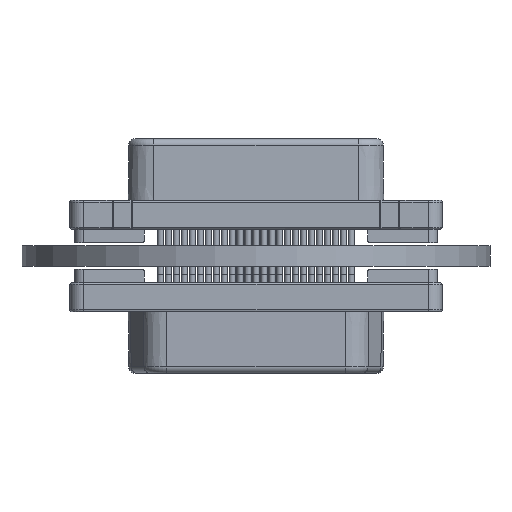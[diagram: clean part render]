
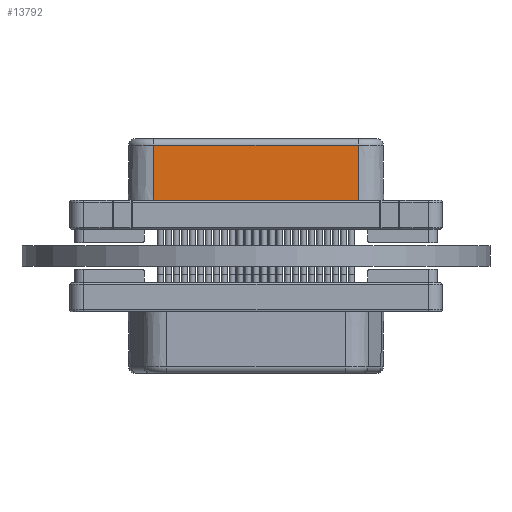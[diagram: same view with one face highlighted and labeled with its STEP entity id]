
A CAD part, front view. The second image highlights one B-rep face of the part: STEP entity #13792.
In plain terms, the highlighted face is planar.
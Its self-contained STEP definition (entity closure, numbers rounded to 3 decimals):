
#12055 = CYLINDRICAL_SURFACE('',#12056,0.5);
#12056 = AXIS2_PLACEMENT_3D('',#12057,#12058,#12059);
#12057 = CARTESIAN_POINT('',(8.15,-1.07,-0.5));
#12058 = DIRECTION('',(-1.,0.,0.));
#12059 = DIRECTION('',(0.,0.,1.));
#12897 = VERTEX_POINT('',#12898);
#12898 = CARTESIAN_POINT('',(8.15,-0.57,
    -0.495));
#12937 = CONICAL_SURFACE('',#12938,2.05,0.01);
#12938 = AXIS2_PLACEMENT_3D('',#12939,#12940,#12941);
#12939 = CARTESIAN_POINT('',(8.15,-2.575,-4.9));
#12940 = DIRECTION('',(0.,0.,-1.));
#12941 = DIRECTION('',(-1.,0.,0.));
#13277 = VERTEX_POINT('',#13278);
#13278 = CARTESIAN_POINT('',(-8.15,-0.57,
    -0.495));
#13315 = CONICAL_SURFACE('',#13316,2.05,0.01);
#13316 = AXIS2_PLACEMENT_3D('',#13317,#13318,#13319);
#13317 = CARTESIAN_POINT('',(-8.15,-2.575,-4.9));
#13318 = DIRECTION('',(0.,0.,-1.));
#13319 = DIRECTION('',(-1.,0.,0.));
#13354 = EDGE_CURVE('',#13277,#12897,#13355,.T.);
#13355 = SURFACE_CURVE('',#13356,(#13360,#13367),.PCURVE_S1.);
#13356 = LINE('',#13357,#13358);
#13357 = CARTESIAN_POINT('',(8.476,-0.57,
    -0.495));
#13358 = VECTOR('',#13359,1.);
#13359 = DIRECTION('',(1.,0.,0.));
#13360 = PCURVE('',#12055,#13361);
#13361 = DEFINITIONAL_REPRESENTATION('',(#13362),#13366);
#13362 = LINE('',#13363,#13364);
#13363 = CARTESIAN_POINT('',(1.561,-0.326));
#13364 = VECTOR('',#13365,1.);
#13365 = DIRECTION('',(0.,-1.));
#13366 = ( GEOMETRIC_REPRESENTATION_CONTEXT(2) 
PARAMETRIC_REPRESENTATION_CONTEXT() REPRESENTATION_CONTEXT('2D SPACE',''
  ) );
#13367 = PCURVE('',#13368,#13373);
#13368 = PLANE('',#13369);
#13369 = AXIS2_PLACEMENT_3D('',#13370,#13371,#13372);
#13370 = CARTESIAN_POINT('',(8.476,-0.525,
    -4.988));
#13371 = DIRECTION('',(0.,1.,0.01));
#13372 = DIRECTION('',(0.,-0.01,1.));
#13373 = DEFINITIONAL_REPRESENTATION('',(#13374),#13378);
#13374 = LINE('',#13375,#13376);
#13375 = CARTESIAN_POINT('',(4.493,0.));
#13376 = VECTOR('',#13377,1.);
#13377 = DIRECTION('',(0.,1.));
#13378 = ( GEOMETRIC_REPRESENTATION_CONTEXT(2) 
PARAMETRIC_REPRESENTATION_CONTEXT() REPRESENTATION_CONTEXT('2D SPACE',''
  ) );
#13409 = VERTEX_POINT('',#13410);
#13410 = CARTESIAN_POINT('',(8.15,-0.525,
    -4.9));
#13425 = PLANE('',#13426);
#13426 = AXIS2_PLACEMENT_3D('',#13427,#13428,#13429);
#13427 = CARTESIAN_POINT('',(-15.288,-7.341,-4.9));
#13428 = DIRECTION('',(0.,0.,1.));
#13429 = DIRECTION('',(1.,0.,0.));
#13441 = EDGE_CURVE('',#12897,#13409,#13442,.T.);
#13442 = SURFACE_CURVE('',#13443,(#13447,#13454),.PCURVE_S1.);
#13443 = LINE('',#13444,#13445);
#13444 = CARTESIAN_POINT('',(8.15,-0.525,
    -4.988));
#13445 = VECTOR('',#13446,1.);
#13446 = DIRECTION('',(0.,0.01,-1.));
#13447 = PCURVE('',#12937,#13448);
#13448 = DEFINITIONAL_REPRESENTATION('',(#13449),#13453);
#13449 = LINE('',#13450,#13451);
#13450 = CARTESIAN_POINT('',(1.571,0.088));
#13451 = VECTOR('',#13452,1.);
#13452 = DIRECTION('',(0.,1.));
#13453 = ( GEOMETRIC_REPRESENTATION_CONTEXT(2) 
PARAMETRIC_REPRESENTATION_CONTEXT() REPRESENTATION_CONTEXT('2D SPACE',''
  ) );
#13454 = PCURVE('',#13368,#13455);
#13455 = DEFINITIONAL_REPRESENTATION('',(#13456),#13460);
#13456 = LINE('',#13457,#13458);
#13457 = CARTESIAN_POINT('',(0.,-0.326));
#13458 = VECTOR('',#13459,1.);
#13459 = DIRECTION('',(-1.,0.));
#13460 = ( GEOMETRIC_REPRESENTATION_CONTEXT(2) 
PARAMETRIC_REPRESENTATION_CONTEXT() REPRESENTATION_CONTEXT('2D SPACE',''
  ) );
#13721 = EDGE_CURVE('',#13722,#13277,#13724,.T.);
#13722 = VERTEX_POINT('',#13723);
#13723 = CARTESIAN_POINT('',(-8.15,-0.525,
    -4.9));
#13724 = SURFACE_CURVE('',#13725,(#13729,#13736),.PCURVE_S1.);
#13725 = LINE('',#13726,#13727);
#13726 = CARTESIAN_POINT('',(-8.15,-0.525,
    -4.988));
#13727 = VECTOR('',#13728,1.);
#13728 = DIRECTION('',(0.,-0.01,1.));
#13729 = PCURVE('',#13315,#13730);
#13730 = DEFINITIONAL_REPRESENTATION('',(#13731),#13735);
#13731 = LINE('',#13732,#13733);
#13732 = CARTESIAN_POINT('',(1.571,0.088));
#13733 = VECTOR('',#13734,1.);
#13734 = DIRECTION('',(0.,-1.));
#13735 = ( GEOMETRIC_REPRESENTATION_CONTEXT(2) 
PARAMETRIC_REPRESENTATION_CONTEXT() REPRESENTATION_CONTEXT('2D SPACE',''
  ) );
#13736 = PCURVE('',#13368,#13737);
#13737 = DEFINITIONAL_REPRESENTATION('',(#13738),#13742);
#13738 = LINE('',#13739,#13740);
#13739 = CARTESIAN_POINT('',(0.,-16.626));
#13740 = VECTOR('',#13741,1.);
#13741 = DIRECTION('',(1.,0.));
#13742 = ( GEOMETRIC_REPRESENTATION_CONTEXT(2) 
PARAMETRIC_REPRESENTATION_CONTEXT() REPRESENTATION_CONTEXT('2D SPACE',''
  ) );
#13792 = ADVANCED_FACE('',(#13793),#13368,.T.);
#13793 = FACE_BOUND('',#13794,.T.);
#13794 = EDGE_LOOP('',(#13795,#13796,#13797,#13818));
#13795 = ORIENTED_EDGE('',*,*,#13354,.T.);
#13796 = ORIENTED_EDGE('',*,*,#13441,.T.);
#13797 = ORIENTED_EDGE('',*,*,#13798,.F.);
#13798 = EDGE_CURVE('',#13722,#13409,#13799,.T.);
#13799 = SURFACE_CURVE('',#13800,(#13804,#13811),.PCURVE_S1.);
#13800 = LINE('',#13801,#13802);
#13801 = CARTESIAN_POINT('',(-15.288,-0.525,-4.9));
#13802 = VECTOR('',#13803,1.);
#13803 = DIRECTION('',(1.,0.,0.));
#13804 = PCURVE('',#13368,#13805);
#13805 = DEFINITIONAL_REPRESENTATION('',(#13806),#13810);
#13806 = LINE('',#13807,#13808);
#13807 = CARTESIAN_POINT('',(0.088,-23.764));
#13808 = VECTOR('',#13809,1.);
#13809 = DIRECTION('',(0.,1.));
#13810 = ( GEOMETRIC_REPRESENTATION_CONTEXT(2) 
PARAMETRIC_REPRESENTATION_CONTEXT() REPRESENTATION_CONTEXT('2D SPACE',''
  ) );
#13811 = PCURVE('',#13425,#13812);
#13812 = DEFINITIONAL_REPRESENTATION('',(#13813),#13817);
#13813 = LINE('',#13814,#13815);
#13814 = CARTESIAN_POINT('',(0.,6.816));
#13815 = VECTOR('',#13816,1.);
#13816 = DIRECTION('',(1.,0.));
#13817 = ( GEOMETRIC_REPRESENTATION_CONTEXT(2) 
PARAMETRIC_REPRESENTATION_CONTEXT() REPRESENTATION_CONTEXT('2D SPACE',''
  ) );
#13818 = ORIENTED_EDGE('',*,*,#13721,.T.);
